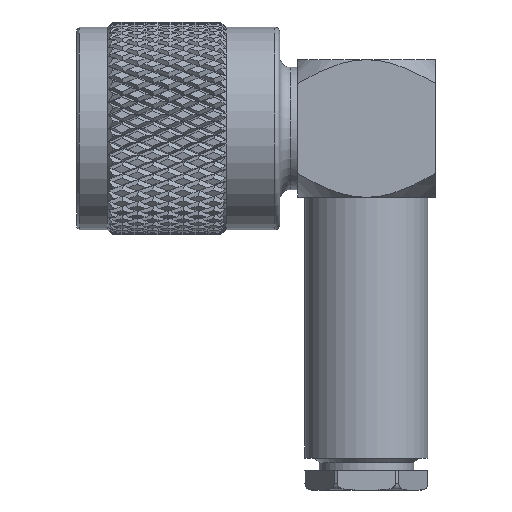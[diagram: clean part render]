
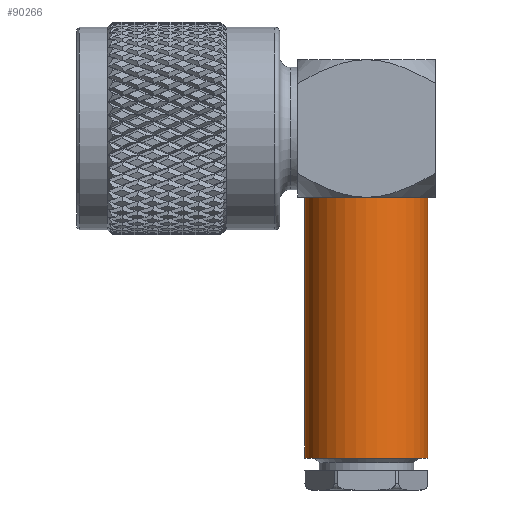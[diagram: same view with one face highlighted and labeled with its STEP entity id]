
A CAD part, front view. The second image highlights one B-rep face of the part: STEP entity #90266.
In plain terms, the highlighted cylindrical face has radius 6.35 mm (diameter 12.7 mm), a full revolution.
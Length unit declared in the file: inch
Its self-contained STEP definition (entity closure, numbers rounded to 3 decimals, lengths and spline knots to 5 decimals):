
#3273 = ORIENTED_EDGE ( 'NONE', *, *, #32507, .T. ) ;
#14719 = DIRECTION ( 'NONE',  ( 0., 0., 1. ) ) ;
#23065 = FACE_OUTER_BOUND ( 'NONE', #57719, .T. ) ;
#30198 = DIRECTION ( 'NONE',  ( 0., 0., -1. ) ) ;
#30775 = AXIS2_PLACEMENT_3D ( 'NONE', #56133, #30198, #92803 ) ;
#30853 = CYLINDRICAL_SURFACE ( 'NONE', #80253, 0.25 ) ;
#32507 = EDGE_CURVE ( 'NONE', #81176, #81176, #50928, .T. ) ;
#33709 = ORIENTED_EDGE ( 'NONE', *, *, #102563, .F. ) ;
#38712 = CARTESIAN_POINT ( 'NONE',  ( 1.17825, 0., -3.92711 ) ) ;
#38804 = AXIS2_PLACEMENT_3D ( 'NONE', #70034, #77339, #77847 ) ;
#47562 = DIRECTION ( 'NONE',  ( 1., 0., 0. ) ) ;
#50928 = CIRCLE ( 'NONE', #30775, 0.25 ) ;
#51928 = CARTESIAN_POINT ( 'NONE',  ( 0.92825, 0., -1.34 ) ) ;
#56133 = CARTESIAN_POINT ( 'NONE',  ( 1.17825, 0., -0.28 ) ) ;
#57719 = EDGE_LOOP ( 'NONE', ( #3273 ) ) ;
#70034 = CARTESIAN_POINT ( 'NONE',  ( 1.17825, 0., -1.34 ) ) ;
#75543 = EDGE_LOOP ( 'NONE', ( #33709 ) ) ;
#77339 = DIRECTION ( 'NONE',  ( 0., 0., -1. ) ) ;
#77847 = DIRECTION ( 'NONE',  ( -1., 0., 0. ) ) ;
#78788 = CIRCLE ( 'NONE', #38804, 0.25 ) ;
#80253 = AXIS2_PLACEMENT_3D ( 'NONE', #38712, #14719, #47562 ) ;
#81176 = VERTEX_POINT ( 'NONE', #94784 ) ;
#89515 = VERTEX_POINT ( 'NONE', #51928 ) ;
#90266 = ADVANCED_FACE ( 'NONE', ( #23065, #95527 ), #30853, .T. ) ;
#92803 = DIRECTION ( 'NONE',  ( -1., 0., 0. ) ) ;
#94784 = CARTESIAN_POINT ( 'NONE',  ( 0.92825, 0., -0.28 ) ) ;
#95527 = FACE_OUTER_BOUND ( 'NONE', #75543, .T. ) ;
#102563 = EDGE_CURVE ( 'NONE', #89515, #89515, #78788, .T. ) ;
